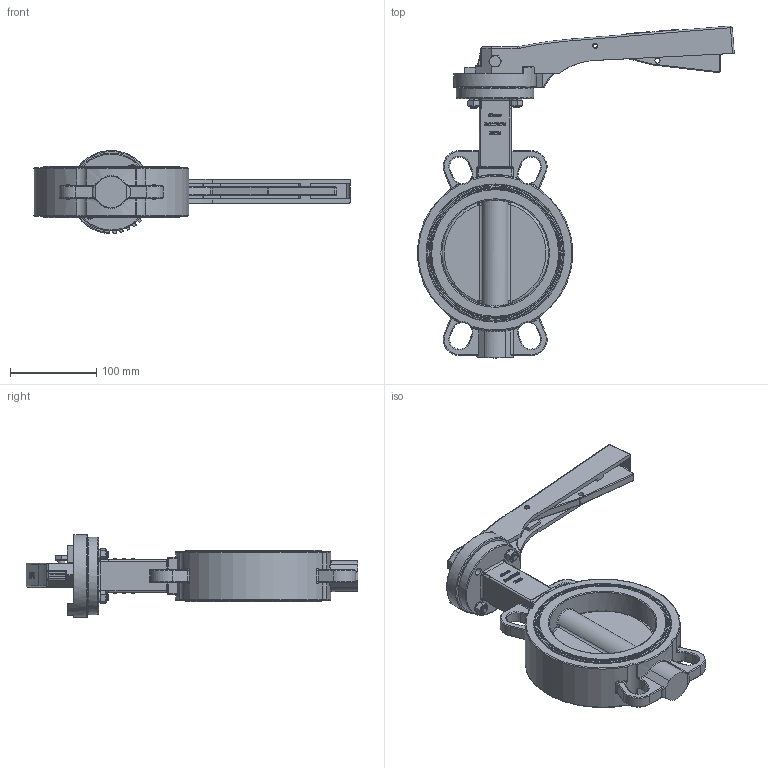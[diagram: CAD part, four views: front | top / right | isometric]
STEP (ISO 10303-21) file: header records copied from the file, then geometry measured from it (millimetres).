
FILE_DESCRIPTION(/* description */ ('1123125'),/* implementation_level */ '2;1');
FILE_NAME(/* name */ '1123125.stp',/* time_stamp */ '2016-04-15T11:39:11+02:00',/* author */ ('jmorand'),/* organization */ ('Sferaco'),/* preprocessor_version */ 'ST-DEVELOPER v16.1',/* originating_system */ 'Autodesk Inventor 2016',/* authorisation */ '');
FILE_SCHEMA (('AUTOMOTIVE_DESIGN { 1 0 10303 214 3 1 1 }'));
Length unit declared in the file: millimetre
Products named in the file (1): 1123125_bd
Bounding box: 366.68 x 384.49 x 95.91 mm (x, y, z)
Volume: 1509754.6 mm3; surface area: 228613.6 mm2
Topology: 1 solids, 2 shells, 1876 faces, 4874 edges, 3082 vertices
Faces by surface type: plane 775, bspline 552, cylinder 310, torus 163, sphere 59, cone 17
Full cylindrical faces by diameter (mm): 6 x3, 6.647 x1, 8 x5, 9 x4, 13 x3, 13.5 x2, 20 x1, 32 x1, 90 x1, 123.8 x1, 158 x2
Entity records: 65029 total; most frequent: CARTESIAN_POINT 20920, ORIENTED_EDGE 9586, DIRECTION 7233, EDGE_CURVE 4793, VERTEX_POINT 3055, LINE 2615, VECTOR 2615, AXIS2_PLACEMENT_3D 2309
